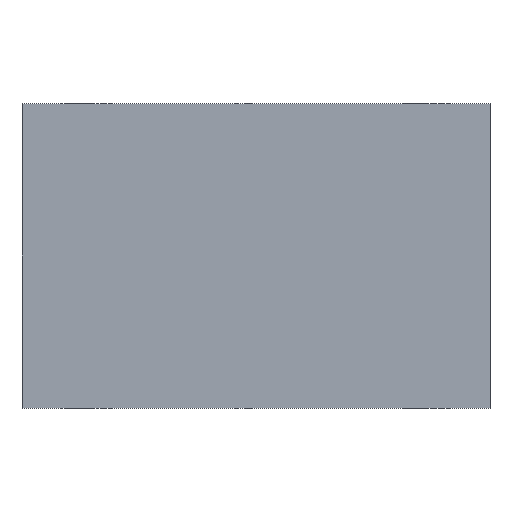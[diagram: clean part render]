
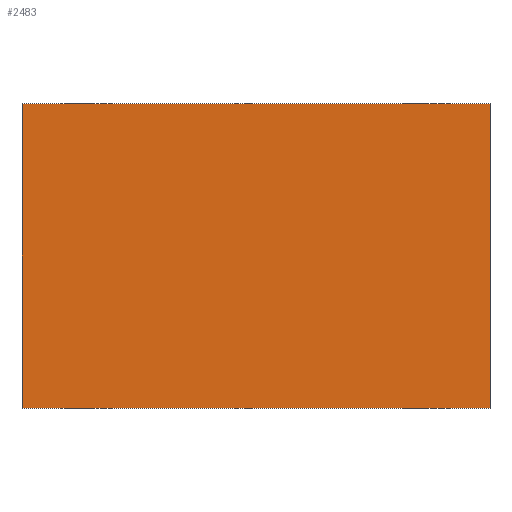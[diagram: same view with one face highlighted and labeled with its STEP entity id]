
A CAD part, front view. The second image highlights one B-rep face of the part: STEP entity #2483.
In plain terms, the highlighted planar face has unit normal (0, -1, 0).
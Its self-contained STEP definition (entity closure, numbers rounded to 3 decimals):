
#93=LINE('',#3820,#287);
#166=LINE('',#4141,#360);
#169=LINE('',#4150,#363);
#171=LINE('',#4157,#365);
#287=VECTOR('',#2992,1000.);
#360=VECTOR('',#3201,1000.);
#363=VECTOR('',#3210,1000.);
#365=VECTOR('',#3218,1000.);
#486=PLANE('',#2727);
#817=ORIENTED_EDGE('',*,*,#1477,.T.);
#818=ORIENTED_EDGE('',*,*,#1468,.F.);
#819=ORIENTED_EDGE('',*,*,#1473,.F.);
#820=ORIENTED_EDGE('',*,*,#1336,.T.);
#1336=EDGE_CURVE('',#1682,#1681,#93,.T.);
#1468=EDGE_CURVE('',#1787,#1788,#166,.T.);
#1473=EDGE_CURVE('',#1682,#1787,#169,.T.);
#1477=EDGE_CURVE('',#1681,#1788,#171,.T.);
#1681=VERTEX_POINT('',#3819);
#1682=VERTEX_POINT('',#3821);
#1787=VERTEX_POINT('',#4140);
#1788=VERTEX_POINT('',#4142);
#2060=EDGE_LOOP('',(#817,#818,#819,#820));
#2262=FACE_BOUND('',#2060,.T.);
#2483=ADVANCED_FACE('',(#2262),#486,.F.);
#2727=AXIS2_PLACEMENT_3D('',#4158,#3219,#3220);
#2992=DIRECTION('',(0.,0.,-1.));
#3201=DIRECTION('',(0.,0.,-1.));
#3210=DIRECTION('',(1.,0.,0.));
#3218=DIRECTION('',(1.,0.,0.));
#3219=DIRECTION('',(0.,1.,0.));
#3220=DIRECTION('',(0.,0.,1.));
#3819=CARTESIAN_POINT('',(-40.,0.,-26.));
#3820=CARTESIAN_POINT('',(-40.,0.,26.));
#3821=CARTESIAN_POINT('',(-40.,0.,26.));
#4140=CARTESIAN_POINT('',(40.,0.,26.));
#4141=CARTESIAN_POINT('',(40.,0.,26.));
#4142=CARTESIAN_POINT('',(40.,0.,-26.));
#4150=CARTESIAN_POINT('',(-40.,0.,26.));
#4157=CARTESIAN_POINT('',(-40.,0.,-26.));
#4158=CARTESIAN_POINT('',(-40.,0.,26.));
